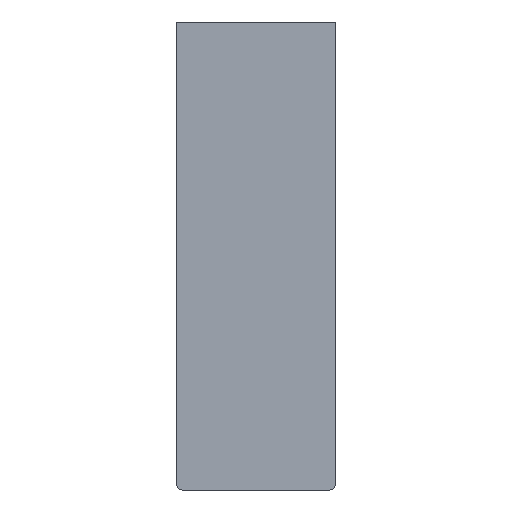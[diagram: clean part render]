
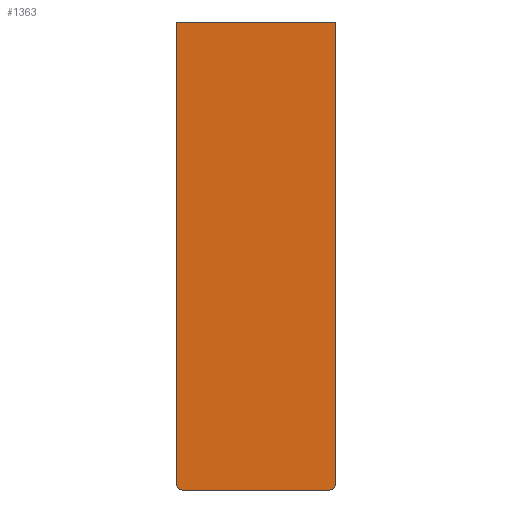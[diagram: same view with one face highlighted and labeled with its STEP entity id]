
A CAD part, front view. The second image highlights one B-rep face of the part: STEP entity #1363.
In plain terms, the highlighted planar face has unit normal (0, -1, 0).
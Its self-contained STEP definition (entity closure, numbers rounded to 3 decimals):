
#9 = FACE_OUTER_BOUND ( 'NONE', #861, .T. ) ;
#19 = CARTESIAN_POINT ( 'NONE',  ( 0., 0., 147. ) ) ;
#25 = CARTESIAN_POINT ( 'NONE',  ( 2., 0., 0. ) ) ;
#40 = CARTESIAN_POINT ( 'NONE',  ( 0., 0., 0. ) ) ;
#49 = AXIS2_PLACEMENT_3D ( 'NONE', #1505, #1135, #403 ) ;
#60 = EDGE_CURVE ( 'NONE', #1182, #869, #670, .T. ) ;
#69 = AXIS2_PLACEMENT_3D ( 'NONE', #1236, #503, #1360 ) ;
#88 = CIRCLE ( 'NONE', #69, 2. ) ;
#142 = CARTESIAN_POINT ( 'NONE',  ( 0., 0., 2. ) ) ;
#339 = CARTESIAN_POINT ( 'NONE',  ( 48., 0., 0. ) ) ;
#344 = VECTOR ( 'NONE', #1149, 1000. ) ;
#365 = VECTOR ( 'NONE', #1558, 1000. ) ;
#403 = DIRECTION ( 'NONE',  ( 0., 0., 1. ) ) ;
#503 = DIRECTION ( 'NONE',  ( 0., -1., 0. ) ) ;
#535 = ORIENTED_EDGE ( 'NONE', *, *, #678, .T. ) ;
#564 = EDGE_CURVE ( 'NONE', #869, #1214, #88, .T. ) ;
#579 = CIRCLE ( 'NONE', #1168, 2. ) ;
#648 = CARTESIAN_POINT ( 'NONE',  ( 2., 0., 2. ) ) ;
#658 = ORIENTED_EDGE ( 'NONE', *, *, #60, .T. ) ;
#670 = LINE ( 'NONE', #40, #344 ) ;
#678 = EDGE_CURVE ( 'NONE', #1172, #1111, #874, .T. ) ;
#696 = LINE ( 'NONE', #1424, #365 ) ;
#773 = DIRECTION ( 'NONE',  ( 0., 0., 1. ) ) ;
#833 = CARTESIAN_POINT ( 'NONE',  ( 50., 0., 147. ) ) ;
#836 = ORIENTED_EDGE ( 'NONE', *, *, #1174, .T. ) ;
#861 = EDGE_LOOP ( 'NONE', ( #535, #836, #658, #970, #1509, #1269 ) ) ;
#866 = DIRECTION ( 'NONE',  ( 0., 0., -1. ) ) ;
#869 = VERTEX_POINT ( 'NONE', #339 ) ;
#870 = VERTEX_POINT ( 'NONE', #833 ) ;
#874 = LINE ( 'NONE', #1131, #1493 ) ;
#970 = ORIENTED_EDGE ( 'NONE', *, *, #564, .T. ) ;
#1059 = EDGE_CURVE ( 'NONE', #870, #1214, #1383, .T. ) ;
#1062 = VECTOR ( 'NONE', #866, 1000. ) ;
#1111 = VERTEX_POINT ( 'NONE', #142 ) ;
#1131 = CARTESIAN_POINT ( 'NONE',  ( 0., 0., 132. ) ) ;
#1135 = DIRECTION ( 'NONE',  ( 0., 1., 0. ) ) ;
#1149 = DIRECTION ( 'NONE',  ( 1., 0., 0. ) ) ;
#1168 = AXIS2_PLACEMENT_3D ( 'NONE', #648, #1515, #773 ) ;
#1172 = VERTEX_POINT ( 'NONE', #19 ) ;
#1174 = EDGE_CURVE ( 'NONE', #1111, #1182, #579, .T. ) ;
#1182 = VERTEX_POINT ( 'NONE', #25 ) ;
#1189 = PLANE ( 'NONE',  #49 ) ;
#1214 = VERTEX_POINT ( 'NONE', #1384 ) ;
#1236 = CARTESIAN_POINT ( 'NONE',  ( 48., 0., 2. ) ) ;
#1252 = DIRECTION ( 'NONE',  ( 0., 0., -1. ) ) ;
#1269 = ORIENTED_EDGE ( 'NONE', *, *, #1562, .F. ) ;
#1360 = DIRECTION ( 'NONE',  ( 0., 0., 1. ) ) ;
#1363 = ADVANCED_FACE ( 'NONE', ( #9 ), #1189, .F. ) ;
#1383 = LINE ( 'NONE', #1475, #1062 ) ;
#1384 = CARTESIAN_POINT ( 'NONE',  ( 50., 0., 2. ) ) ;
#1424 = CARTESIAN_POINT ( 'NONE',  ( 0., 0., 147. ) ) ;
#1475 = CARTESIAN_POINT ( 'NONE',  ( 50., 0., 132. ) ) ;
#1493 = VECTOR ( 'NONE', #1252, 1000. ) ;
#1505 = CARTESIAN_POINT ( 'NONE',  ( 0., 0., 132. ) ) ;
#1509 = ORIENTED_EDGE ( 'NONE', *, *, #1059, .F. ) ;
#1515 = DIRECTION ( 'NONE',  ( 0., -1., 0. ) ) ;
#1558 = DIRECTION ( 'NONE',  ( 1., 0., 0. ) ) ;
#1562 = EDGE_CURVE ( 'NONE', #1172, #870, #696, .T. ) ;
